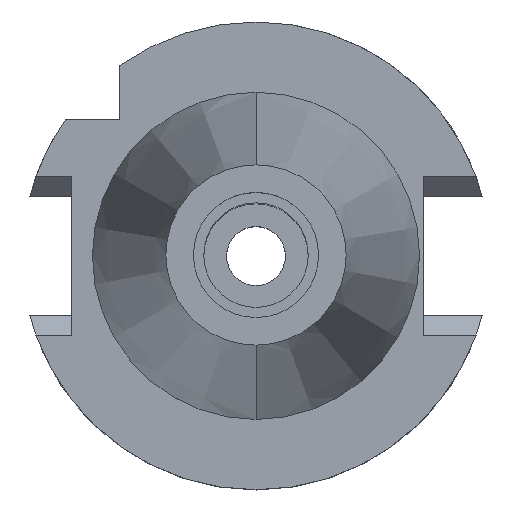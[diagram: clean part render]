
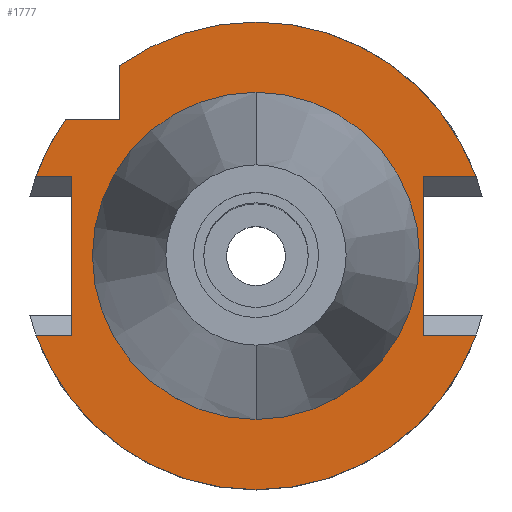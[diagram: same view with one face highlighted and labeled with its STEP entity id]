
A CAD part, top view. The second image highlights one B-rep face of the part: STEP entity #1777.
In plain terms, the highlighted planar face has unit normal (0, 0, 1).
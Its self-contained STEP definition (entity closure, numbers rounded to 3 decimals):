
#94=CARTESIAN_POINT('',(0.,0.,-1.));
#95=DIRECTION('',(0.,0.,-1.));
#96=DIRECTION('',(-0.582,0.813,0.));
#97=AXIS2_PLACEMENT_3D('',#94,#95,#96);
#102=CARTESIAN_POINT('',(0.,0.,-1.));
#103=DIRECTION('',(0.,0.,-1.));
#104=DIRECTION('',(0.,1.,0.));
#105=AXIS2_PLACEMENT_3D('',#102,#103,#104);
#110=DIRECTION('',(0.,-1.,0.));
#111=VECTOR('',#110,21.5);
#112=CARTESIAN_POINT('',(22.7,10.75,-1.));
#113=LINE('',#112,#111);
#117=DIRECTION('',(1.,0.,0.));
#118=VECTOR('',#117,7.201);
#119=CARTESIAN_POINT('',(22.7,-10.75,-1.));
#120=LINE('',#119,#118);
#124=CARTESIAN_POINT('',(0.,0.,-1.));
#125=DIRECTION('',(0.,0.,-1.));
#126=DIRECTION('',(0.941,-0.338,0.));
#127=AXIS2_PLACEMENT_3D('',#124,#125,#126);
#132=CARTESIAN_POINT('',(0.,0.,-1.));
#133=DIRECTION('',(0.,0.,-1.));
#134=DIRECTION('',(0.,-1.,0.));
#135=AXIS2_PLACEMENT_3D('',#132,#133,#134);
#140=DIRECTION('',(-1.,0.,0.));
#141=VECTOR('',#140,4.901);
#142=CARTESIAN_POINT('',(-25.,10.75,-1.));
#143=LINE('',#142,#141);
#147=CARTESIAN_POINT('',(0.,0.,-1.));
#148=DIRECTION('',(0.,0.,-1.));
#149=DIRECTION('',(-0.941,0.338,0.));
#150=AXIS2_PLACEMENT_3D('',#147,#148,#149);
#155=CARTESIAN_POINT('',(0.,0.,-1.));
#156=DIRECTION('',(0.,0.,1.));
#157=DIRECTION('',(0.,-1.,0.));
#158=AXIS2_PLACEMENT_3D('',#155,#156,#157);
#163=CARTESIAN_POINT('',(0.,0.,-1.));
#164=DIRECTION('',(0.,0.,1.));
#165=DIRECTION('',(0.,1.,0.));
#166=AXIS2_PLACEMENT_3D('',#163,#164,#165);
#188=DIRECTION('',(0.,-1.,0.));
#189=VECTOR('',#188,7.334);
#190=CARTESIAN_POINT('',(-18.5,25.834,-1.));
#191=LINE('',#190,#189);
#301=DIRECTION('',(-1.,0.,0.));
#302=VECTOR('',#301,7.334);
#303=CARTESIAN_POINT('',(-18.5,18.5,-1.));
#304=LINE('',#303,#302);
#354=DIRECTION('',(0.,-1.,0.));
#355=VECTOR('',#354,21.5);
#356=CARTESIAN_POINT('',(-25.,10.75,-1.));
#357=LINE('',#356,#355);
#523=DIRECTION('',(-1.,0.,0.));
#524=VECTOR('',#523,4.901);
#525=CARTESIAN_POINT('',(-25.,-10.75,-1.));
#526=LINE('',#525,#524);
#533=CARTESIAN_POINT('',(-29.901,-10.75,-1.));
#822=DIRECTION('',(1.,0.,0.));
#823=VECTOR('',#822,7.201);
#824=CARTESIAN_POINT('',(22.7,10.75,-1.));
#825=LINE('',#824,#823);
#846=CARTESIAN_POINT('',(29.901,10.75,-1.));
#1510=CARTESIAN_POINT('',(22.7,-10.75,-1.));
#1511=VERTEX_POINT('',#1510);
#1512=CARTESIAN_POINT('',(22.7,10.75,-1.));
#1513=VERTEX_POINT('',#1512);
#1550=CARTESIAN_POINT('',(-18.5,25.834,-1.));
#1551=VERTEX_POINT('',#1550);
#1552=CARTESIAN_POINT('',(-18.5,18.5,-1.));
#1553=VERTEX_POINT('',#1552);
#1583=CARTESIAN_POINT('',(-25.,10.75,-1.));
#1584=VERTEX_POINT('',#1583);
#1585=CARTESIAN_POINT('',(-25.,-10.75,-1.));
#1586=VERTEX_POINT('',#1585);
#1643=VERTEX_POINT('',#533);
#1644=CARTESIAN_POINT('',(0.,-31.775,-1.));
#1645=VERTEX_POINT('',#1644);
#1646=CARTESIAN_POINT('',(29.901,-10.75,-1.));
#1647=VERTEX_POINT('',#1646);
#1651=VERTEX_POINT('',#846);
#1652=CARTESIAN_POINT('',(0.,31.775,-1.));
#1653=VERTEX_POINT('',#1652);
#1654=CARTESIAN_POINT('',(-25.834,18.5,-1.));
#1655=VERTEX_POINT('',#1654);
#1656=CARTESIAN_POINT('',(-29.901,10.75,-1.));
#1657=VERTEX_POINT('',#1656);
#1658=CARTESIAN_POINT('',(0.,-22.225,-1.));
#1659=CARTESIAN_POINT('',(0.,22.225,-1.));
#1660=VERTEX_POINT('',#1658);
#1661=VERTEX_POINT('',#1659);
#1740=CARTESIAN_POINT('',(0.,0.,-1.));
#1741=DIRECTION('',(0.,0.,-1.));
#1742=DIRECTION('',(0.,-1.,0.));
#1743=AXIS2_PLACEMENT_3D('',#1740,#1741,#1742);
#1744=PLANE('',#1743);
#1746=ORIENTED_EDGE('',*,*,#1745,.F.);
#1748=ORIENTED_EDGE('',*,*,#1747,.T.);
#1750=ORIENTED_EDGE('',*,*,#1749,.T.);
#1752=ORIENTED_EDGE('',*,*,#1751,.F.);
#1754=ORIENTED_EDGE('',*,*,#1753,.T.);
#1756=ORIENTED_EDGE('',*,*,#1755,.T.);
#1758=ORIENTED_EDGE('',*,*,#1757,.T.);
#1760=ORIENTED_EDGE('',*,*,#1759,.T.);
#1762=ORIENTED_EDGE('',*,*,#1761,.F.);
#1764=ORIENTED_EDGE('',*,*,#1763,.F.);
#1766=ORIENTED_EDGE('',*,*,#1765,.T.);
#1768=ORIENTED_EDGE('',*,*,#1767,.T.);
#1770=ORIENTED_EDGE('',*,*,#1769,.F.);
#1771=EDGE_LOOP('',(#1746,#1748,#1750,#1752,#1754,#1756,#1758,#1760,#1762,#1764,
#1766,#1768,#1770));
#1772=FACE_OUTER_BOUND('',#1771,.F.);
#1773=ORIENTED_EDGE('',*,*,#1719,.T.);
#1774=ORIENTED_EDGE('',*,*,#1735,.T.);
#1775=EDGE_LOOP('',(#1773,#1774));
#1776=FACE_BOUND('',#1775,.F.);
#98=CIRCLE('',#97,31.775);
#106=CIRCLE('',#105,31.775);
#128=CIRCLE('',#127,31.775);
#136=CIRCLE('',#135,31.775);
#151=CIRCLE('',#150,31.775);
#159=CIRCLE('',#158,22.225);
#167=CIRCLE('',#166,22.225);
#1719=EDGE_CURVE('',#1660,#1661,#159,.T.);
#1735=EDGE_CURVE('',#1661,#1660,#167,.T.);
#1745=EDGE_CURVE('',#1551,#1553,#191,.T.);
#1747=EDGE_CURVE('',#1551,#1653,#98,.T.);
#1749=EDGE_CURVE('',#1653,#1651,#106,.T.);
#1751=EDGE_CURVE('',#1513,#1651,#825,.T.);
#1753=EDGE_CURVE('',#1513,#1511,#113,.T.);
#1755=EDGE_CURVE('',#1511,#1647,#120,.T.);
#1757=EDGE_CURVE('',#1647,#1645,#128,.T.);
#1759=EDGE_CURVE('',#1645,#1643,#136,.T.);
#1761=EDGE_CURVE('',#1586,#1643,#526,.T.);
#1763=EDGE_CURVE('',#1584,#1586,#357,.T.);
#1765=EDGE_CURVE('',#1584,#1657,#143,.T.);
#1767=EDGE_CURVE('',#1657,#1655,#151,.T.);
#1769=EDGE_CURVE('',#1553,#1655,#304,.T.);
#1777=ADVANCED_FACE('',(#1772,#1776),#1744,.F.);
